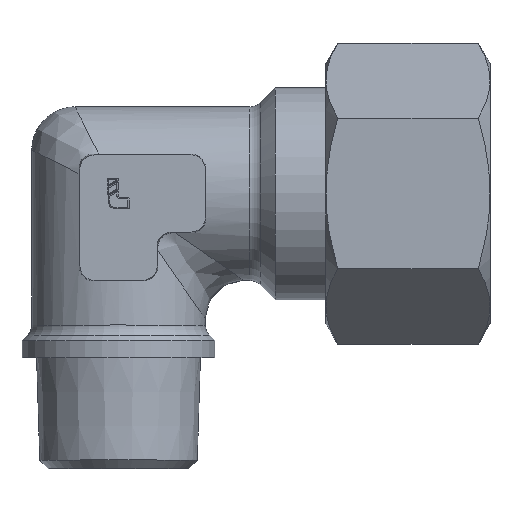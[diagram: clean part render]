
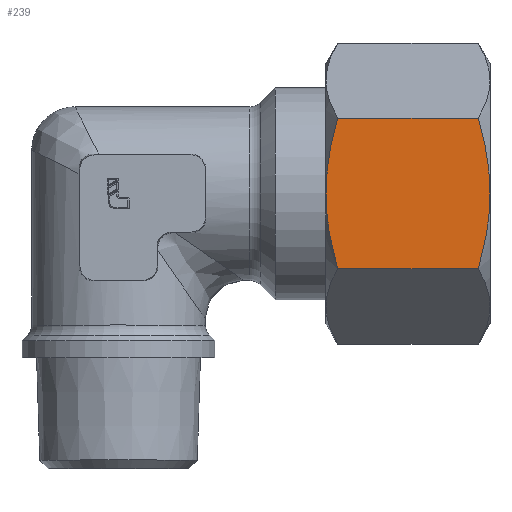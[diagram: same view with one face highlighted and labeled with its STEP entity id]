
A CAD part, top view. The second image highlights one B-rep face of the part: STEP entity #239.
In plain terms, the highlighted planar face has unit normal (0, 0, 1).
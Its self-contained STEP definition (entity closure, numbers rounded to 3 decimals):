
#239=ADVANCED_FACE('',(#623),#624,.T.);
#623=FACE_OUTER_BOUND('',#1171,.T.);
#624=PLANE('',#1172);
#1171=EDGE_LOOP('',(#1963,#1964,#1965,#1966,#1967,#1968));
#1172=AXIS2_PLACEMENT_3D('',#1969,#1970,#1971);
#1963=ORIENTED_EDGE('',*,*,#3457,.T.);
#1964=ORIENTED_EDGE('',*,*,#3458,.T.);
#1965=ORIENTED_EDGE('',*,*,#3459,.T.);
#1966=ORIENTED_EDGE('',*,*,#3460,.F.);
#1967=ORIENTED_EDGE('',*,*,#3404,.F.);
#1968=ORIENTED_EDGE('',*,*,#3461,.F.);
#1969=CARTESIAN_POINT('',(38.502,-7.794,13.5));
#1970=DIRECTION('',(0.0,0.0,1.0));
#1971=DIRECTION('',(1.0,-0.0,0.0));
#3404=EDGE_CURVE('',#4004,#4002,#4006,.T.);
#3457=EDGE_CURVE('',#4100,#4101,#4102,.T.);
#3458=EDGE_CURVE('',#4101,#4103,#4104,.T.);
#3459=EDGE_CURVE('',#4103,#4105,#4106,.T.);
#3460=EDGE_CURVE('',#4002,#4105,#4107,.T.);
#3461=EDGE_CURVE('',#4100,#4004,#4108,.T.);
#4002=VERTEX_POINT('',#4863);
#4004=VERTEX_POINT('',#4865);
#4006=(B_SPLINE_CURVE(2,(#4877,#4878,#4879),.UNSPECIFIED.,.F.,.F.)B_SPLINE_CURVE_WITH_KNOTS((3,3),(-6.316,-4.624),.UNSPECIFIED.)RATIONAL_B_SPLINE_CURVE((2.,2.155,2.155))BOUNDED_CURVE()REPRESENTATION_ITEM('')GEOMETRIC_REPRESENTATION_ITEM()CURVE());
#4100=VERTEX_POINT('',#5042);
#4101=VERTEX_POINT('',#5043);
#4102=(B_SPLINE_CURVE(2,(#5045,#5046,#5047),.UNSPECIFIED.,.F.,.F.)B_SPLINE_CURVE_WITH_KNOTS((3,3),(-6.316,-4.624),.UNSPECIFIED.)RATIONAL_B_SPLINE_CURVE((2.,2.155,2.155))BOUNDED_CURVE()REPRESENTATION_ITEM('')GEOMETRIC_REPRESENTATION_ITEM()CURVE());
#4103=VERTEX_POINT('',#5054);
#4104=(B_SPLINE_CURVE(2,(#5056,#5057,#5058),.UNSPECIFIED.,.F.,.F.)B_SPLINE_CURVE_WITH_KNOTS((3,3),(-4.624,-2.931),.UNSPECIFIED.)RATIONAL_B_SPLINE_CURVE((2.155,2.155,2.))BOUNDED_CURVE()REPRESENTATION_ITEM('')GEOMETRIC_REPRESENTATION_ITEM()CURVE());
#4105=VERTEX_POINT('',#5065);
#4106=LINE('',#5066,#5067);
#4107=(B_SPLINE_CURVE(2,(#5069,#5070,#5071),.UNSPECIFIED.,.F.,.F.)B_SPLINE_CURVE_WITH_KNOTS((3,3),(-4.624,-2.931),.UNSPECIFIED.)RATIONAL_B_SPLINE_CURVE((2.155,2.155,2.))BOUNDED_CURVE()REPRESENTATION_ITEM('')GEOMETRIC_REPRESENTATION_ITEM()CURVE());
#4108=LINE('',#5078,#5079);
#4863=CARTESIAN_POINT('',(21.502,0.,13.5));
#4865=CARTESIAN_POINT('',(22.708,-7.794,13.5));
#4877=CARTESIAN_POINT('',(22.708,-7.794,13.5));
#4878=CARTESIAN_POINT('',(21.502,-3.617,13.5));
#4879=CARTESIAN_POINT('',(21.502,0.,13.5));
#5042=CARTESIAN_POINT('',(37.296,-7.794,13.5));
#5043=CARTESIAN_POINT('',(38.502,0.,13.5));
#5045=CARTESIAN_POINT('',(37.296,-7.794,13.5));
#5046=CARTESIAN_POINT('',(38.502,-3.617,13.5));
#5047=CARTESIAN_POINT('',(38.502,0.,13.5));
#5054=CARTESIAN_POINT('',(37.296,7.794,13.5));
#5056=CARTESIAN_POINT('',(38.502,0.,13.5));
#5057=CARTESIAN_POINT('',(38.502,3.617,13.5));
#5058=CARTESIAN_POINT('',(37.296,7.794,13.5));
#5065=CARTESIAN_POINT('',(22.708,7.794,13.5));
#5066=CARTESIAN_POINT('',(37.296,7.794,13.5));
#5067=VECTOR('',#6711,14.588);
#5069=CARTESIAN_POINT('',(21.502,0.,13.5));
#5070=CARTESIAN_POINT('',(21.502,3.617,13.5));
#5071=CARTESIAN_POINT('',(22.708,7.794,13.5));
#5078=CARTESIAN_POINT('',(37.296,-7.794,13.5));
#5079=VECTOR('',#6712,14.588);
#6711=DIRECTION('',(-1.0,0.0,0.0));
#6712=DIRECTION('',(-1.0,0.0,0.0));
